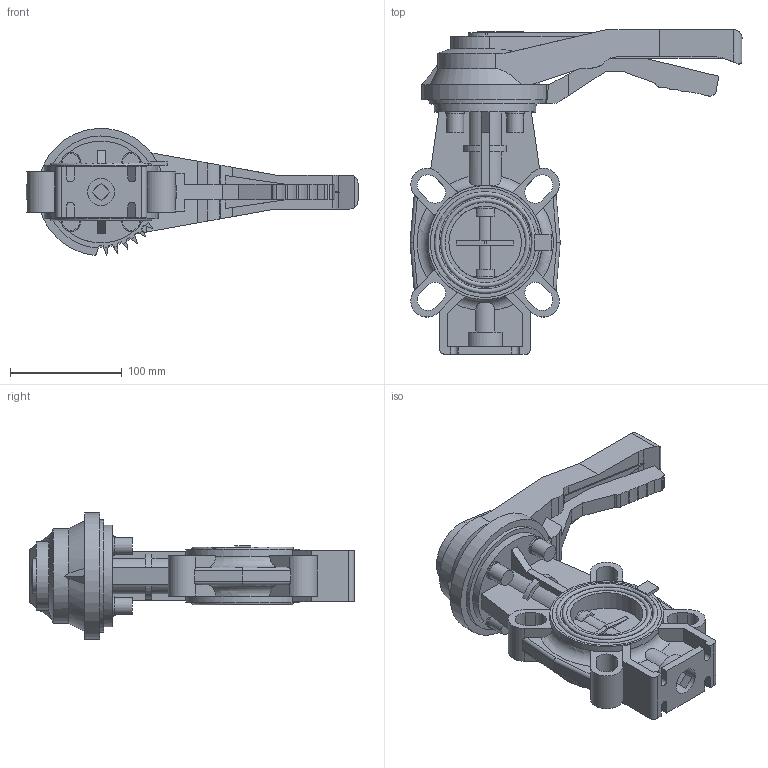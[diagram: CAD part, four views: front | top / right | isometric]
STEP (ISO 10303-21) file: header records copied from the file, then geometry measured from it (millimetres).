
FILE_DESCRIPTION(/* description */ ('Butterfly Valve with PVC Disc and EPDM lining, Lever Operated, Ø75/DN65, PN10'),/* implementation_level */ '2;1');
FILE_NAME(/* name */ 'K4OU-E-075',/* time_stamp */ '2021-11-25T13:21:37+01:00',/* author */ ('COAB Solutions'),/* organization */ ('GPA Flowsystem'),/* preprocessor_version */ 'ST-DEVELOPER v18.1',/* originating_system */ 'www.coabsolutions.com',/* authorisation */ 'unknown authorization');
FILE_SCHEMA (('AUTOMOTIVE_DESIGN { 1 0 10303 214 3 1 1 }'));
Length unit declared in the file: millimetre
Products named in the file (1): K4OU-E-075
Bounding box: 297.26 x 290.76 x 113.54 mm (x, y, z)
Volume: 1375694.4 mm3; surface area: 225168.1 mm2
Topology: 2 solids, 3 shells, 500 faces, 1423 edges, 938 vertices
Faces by surface type: plane 321, cylinder 156, torus 18, cone 5
Full cylindrical faces by diameter (mm): 15.2 x4, 16.72 x4, 21.222 x2, 24.339 x1, 32.953 x1, 65 x1, 91.2 x1, 97.98 x1, 98 x1, 101.998 x2
Entity records: 17233 total; most frequent: CARTESIAN_POINT 3600, ORIENTED_EDGE 2846, DIRECTION 2786, EDGE_CURVE 1423, LINE 942, VECTOR 942, VERTEX_POINT 938, AXIS2_PLACEMENT_3D 922
